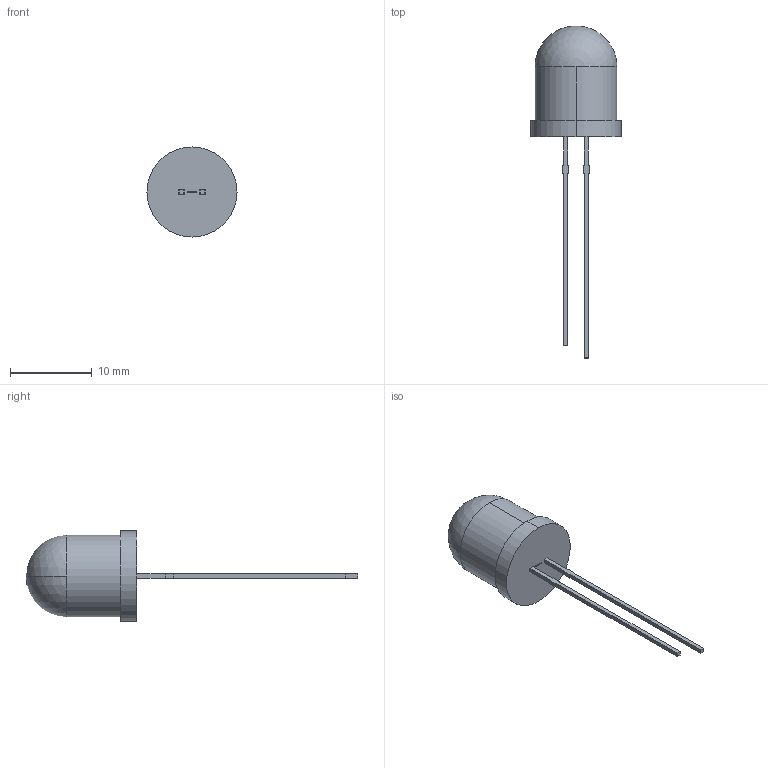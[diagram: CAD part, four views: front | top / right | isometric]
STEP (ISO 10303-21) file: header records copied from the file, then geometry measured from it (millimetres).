
FILE_DESCRIPTION (( 'STEP AP214' ), '1' );
FILE_NAME ('XLxx01.STEP', '2015-08-26T22:16:07', ( '' ), ( '' ), 'SwSTEP 2.0', 'SolidWorks 2012', '' );
FILE_SCHEMA (( 'AUTOMOTIVE_DESIGN' ));
Length unit declared in the file: millimetre
Products named in the file (1): XLxx01
Bounding box: 11 x 40.5 x 11 mm (x, y, z)
Volume: 975.7 mm3; surface area: 648.2 mm2
Topology: 1 solids, 1 shells, 197 faces, 537 edges, 357 vertices
Faces by surface type: plane 134, bspline 57, cylinder 4, sphere 2
Entity records: 10918 total; most frequent: CARTESIAN_POINT 4227, ORIENTED_EDGE 1070, DIRECTION 715, EDGE_CURVE 535, VECTOR 409, LINE 409, VERTEX_POINT 357, EDGE_LOOP 214
